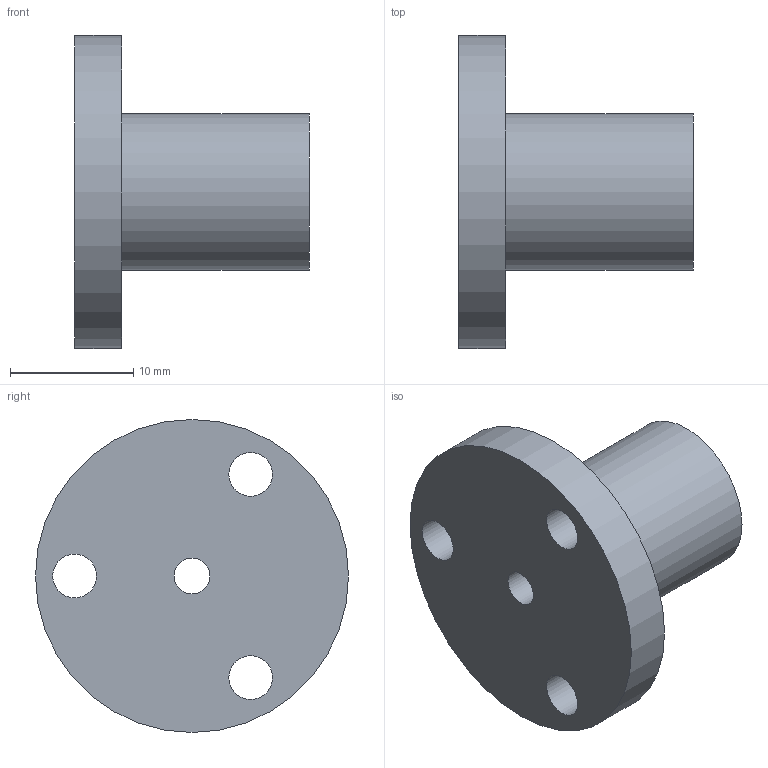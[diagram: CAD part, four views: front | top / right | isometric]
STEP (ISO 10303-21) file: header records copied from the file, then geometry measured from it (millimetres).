
FILE_DESCRIPTION( ( 'STEP AP203' ), '1' );
FILE_NAME( 'MTS4-4X1M.stp', '2021-01-29T12:58:34', ( 'License CC BY-ND 4.0' ), ( 'CADENAS' ), ' ', 'PARTsolutions', ' ' );
FILE_SCHEMA( ( 'CONFIG_CONTROL_DESIGN' ) );
Length unit declared in the file: millimetre
Products named in the file (1): _MTS4-4X1M
Bounding box: 19.05 x 25.4 x 25.4 mm (x, y, z)
Volume: 3619.9 mm3; surface area: 2155 mm2
Topology: 1 solids, 1 shells, 9 faces, 18 edges, 12 vertices
Faces by surface type: cylinder 6, plane 3
Full cylindrical faces by diameter (mm): 2.921 x1, 3.556 x3, 12.7 x1, 25.4 x1
Entity records: 274 total; most frequent: DIRECTION 44, CARTESIAN_POINT 34, EDGE_LOOP 24, ORIENTED_EDGE 24, AXIS2_PLACEMENT_3D 22, FACE_OUTER_BOUND 15, EDGE_CURVE 12, VERTEX_POINT 12
